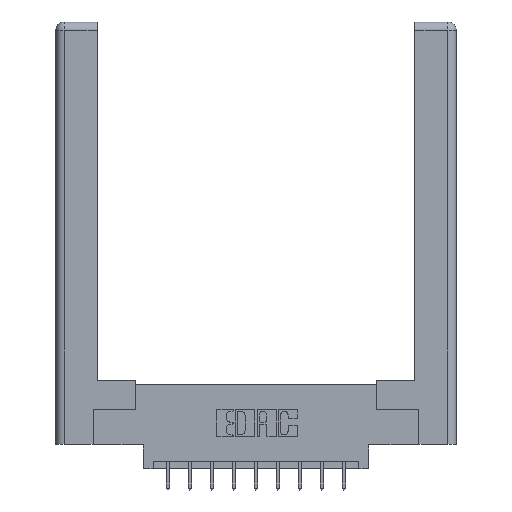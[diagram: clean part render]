
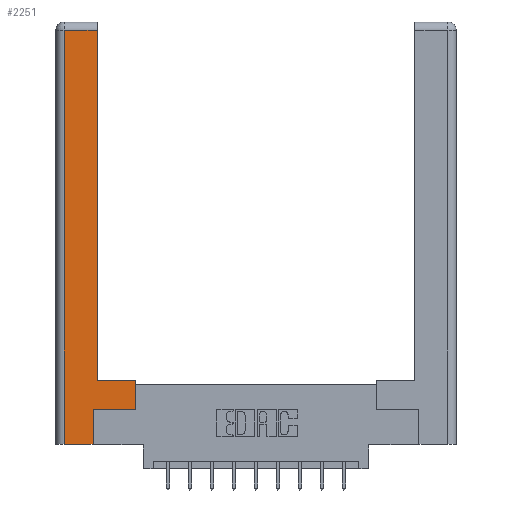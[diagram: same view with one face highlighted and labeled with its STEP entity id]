
A CAD part, top view. The second image highlights one B-rep face of the part: STEP entity #2251.
In plain terms, the highlighted planar face has unit normal (0, 0, 1).
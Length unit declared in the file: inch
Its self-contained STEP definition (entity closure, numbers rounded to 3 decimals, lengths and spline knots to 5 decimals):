
#238 = AXIS2_PLACEMENT_3D ( 'NONE', #6333, #13968, #3218 ) ;
#296 = EDGE_LOOP ( 'NONE', ( #5937, #3901, #7464, #12998, #11139, #11917, #7667, #3714 ) ) ;
#299 = VECTOR ( 'NONE', #11368, 39.37008 ) ;
#472 = VECTOR ( 'NONE', #6186, 39.37008 ) ;
#769 = VERTEX_POINT ( 'NONE', #3937 ) ;
#1450 = VERTEX_POINT ( 'NONE', #10002 ) ;
#1771 = CARTESIAN_POINT ( 'NONE',  ( 0.265, 0., 0. ) ) ;
#2211 = EDGE_CURVE ( 'NONE', #12759, #1450, #8506, .T. ) ;
#2251 = ADVANCED_FACE ( 'NONE', ( #5637 ), #12619, .F. ) ;
#2332 = VECTOR ( 'NONE', #13716, 39.37008 ) ;
#2484 = CARTESIAN_POINT ( 'NONE',  ( 0.565, 0.45, 0. ) ) ;
#2916 = CARTESIAN_POINT ( 'NONE',  ( 0.295, 3., 0. ) ) ;
#2962 = DIRECTION ( 'NONE',  ( 0., 1., 0. ) ) ;
#3021 = LINE ( 'NONE', #2916, #8415 ) ;
#3030 = CARTESIAN_POINT ( 'NONE',  ( 0.265, 0.245, 0. ) ) ;
#3059 = CARTESIAN_POINT ( 'NONE',  ( 0.295, 2.94, 0. ) ) ;
#3218 = DIRECTION ( 'NONE',  ( -1., 0., 0. ) ) ;
#3401 = EDGE_CURVE ( 'NONE', #6692, #12759, #4770, .T. ) ;
#3529 = VECTOR ( 'NONE', #4252, 39.37008 ) ;
#3549 = LINE ( 'NONE', #5938, #299 ) ;
#3696 = LINE ( 'NONE', #10440, #3529 ) ;
#3714 = ORIENTED_EDGE ( 'NONE', *, *, #11699, .T. ) ;
#3901 = ORIENTED_EDGE ( 'NONE', *, *, #10449, .T. ) ;
#3937 = CARTESIAN_POINT ( 'NONE',  ( 0.0615, 0., 0. ) ) ;
#4136 = CARTESIAN_POINT ( 'NONE',  ( 0.265, 0.245, 0. ) ) ;
#4252 = DIRECTION ( 'NONE',  ( -1., 0., 0. ) ) ;
#4704 = VERTEX_POINT ( 'NONE', #8189 ) ;
#4770 = LINE ( 'NONE', #3030, #8659 ) ;
#5306 = EDGE_CURVE ( 'NONE', #1450, #4704, #8586, .T. ) ;
#5637 = FACE_OUTER_BOUND ( 'NONE', #296, .T. ) ;
#5780 = CARTESIAN_POINT ( 'NONE',  ( 0.565, 0.245, 0. ) ) ;
#5937 = ORIENTED_EDGE ( 'NONE', *, *, #10572, .T. ) ;
#5938 = CARTESIAN_POINT ( 'NONE',  ( 0.0615, 2.94, 0. ) ) ;
#6095 = CARTESIAN_POINT ( 'NONE',  ( 0.0615, 0., 0. ) ) ;
#6186 = DIRECTION ( 'NONE',  ( 0., -1., 0. ) ) ;
#6333 = CARTESIAN_POINT ( 'NONE',  ( 0., 0., 0. ) ) ;
#6692 = VERTEX_POINT ( 'NONE', #12487 ) ;
#7180 = CARTESIAN_POINT ( 'NONE',  ( 0.295, 0.45, 0. ) ) ;
#7283 = VERTEX_POINT ( 'NONE', #7180 ) ;
#7464 = ORIENTED_EDGE ( 'NONE', *, *, #11342, .T. ) ;
#7494 = VECTOR ( 'NONE', #11309, 39.37008 ) ;
#7667 = ORIENTED_EDGE ( 'NONE', *, *, #5306, .T. ) ;
#7928 = DIRECTION ( 'NONE',  ( 0., 1., 0. ) ) ;
#8189 = CARTESIAN_POINT ( 'NONE',  ( 0.565, 0.45, 0. ) ) ;
#8415 = VECTOR ( 'NONE', #2962, 39.37008 ) ;
#8506 = LINE ( 'NONE', #5780, #7494 ) ;
#8586 = LINE ( 'NONE', #2484, #12477 ) ;
#8659 = VECTOR ( 'NONE', #10476, 39.37008 ) ;
#9565 = VERTEX_POINT ( 'NONE', #13300 ) ;
#10002 = CARTESIAN_POINT ( 'NONE',  ( 0.565, 0.245, 0. ) ) ;
#10440 = CARTESIAN_POINT ( 'NONE',  ( 0.295, 0.45, 0. ) ) ;
#10449 = EDGE_CURVE ( 'NONE', #13562, #9565, #3549, .T. ) ;
#10476 = DIRECTION ( 'NONE',  ( 0., 1., 0. ) ) ;
#10572 = EDGE_CURVE ( 'NONE', #7283, #13562, #3021, .T. ) ;
#11139 = ORIENTED_EDGE ( 'NONE', *, *, #3401, .T. ) ;
#11309 = DIRECTION ( 'NONE',  ( 1., 0., 0. ) ) ;
#11342 = EDGE_CURVE ( 'NONE', #9565, #769, #11799, .T. ) ;
#11346 = EDGE_CURVE ( 'NONE', #769, #6692, #11645, .T. ) ;
#11368 = DIRECTION ( 'NONE',  ( -1., 0., 0. ) ) ;
#11645 = LINE ( 'NONE', #1771, #2332 ) ;
#11699 = EDGE_CURVE ( 'NONE', #4704, #7283, #3696, .T. ) ;
#11799 = LINE ( 'NONE', #6095, #472 ) ;
#11917 = ORIENTED_EDGE ( 'NONE', *, *, #2211, .T. ) ;
#12477 = VECTOR ( 'NONE', #7928, 39.37008 ) ;
#12487 = CARTESIAN_POINT ( 'NONE',  ( 0.265, 0., 0. ) ) ;
#12619 = PLANE ( 'NONE',  #238 ) ;
#12759 = VERTEX_POINT ( 'NONE', #4136 ) ;
#12998 = ORIENTED_EDGE ( 'NONE', *, *, #11346, .T. ) ;
#13300 = CARTESIAN_POINT ( 'NONE',  ( 0.0615, 2.94, 0. ) ) ;
#13562 = VERTEX_POINT ( 'NONE', #3059 ) ;
#13716 = DIRECTION ( 'NONE',  ( 1., 0., 0. ) ) ;
#13968 = DIRECTION ( 'NONE',  ( 0., 0., -1. ) ) ;
